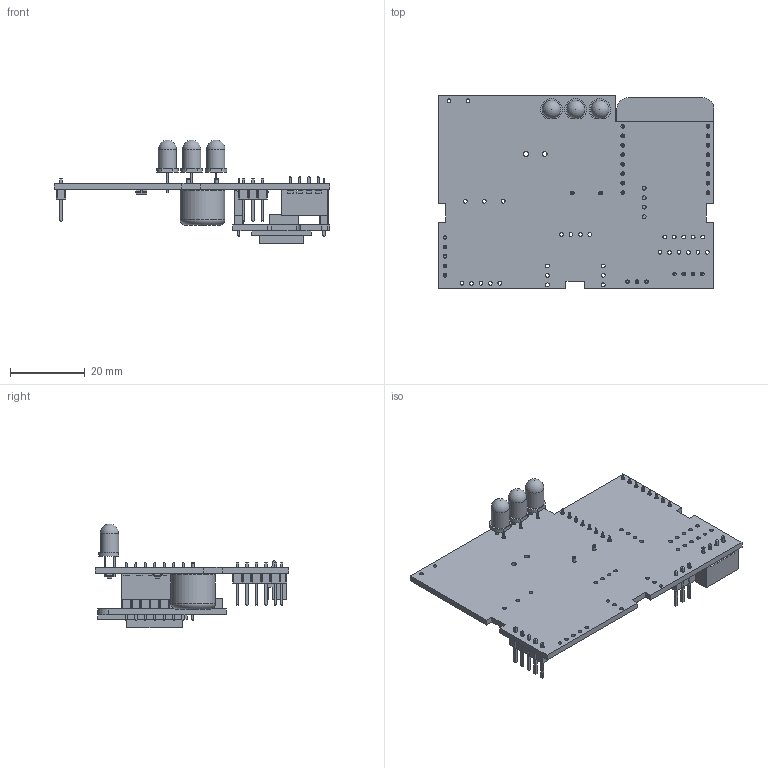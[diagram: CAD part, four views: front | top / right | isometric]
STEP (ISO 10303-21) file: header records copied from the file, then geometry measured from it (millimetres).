
FILE_DESCRIPTION(('KiCad electronic assembly'),'2;1');
FILE_NAME('wemos-esphome-shield.step','2024-04-10T21:57:00',('Pcbnew'),( 'Kicad'),'Open CASCADE STEP processor 7.7','KiCad to STEP converter' ,'Unknown');
FILE_SCHEMA(('AUTOMOTIVE_DESIGN { 1 0 10303 214 1 1 1 1 }'));
Length unit declared in the file: millimetre
Products named in the file (22): wemos-esphome-shield 1; LED_D5.0mm; SOT-23; SOT_23; R_1206_3216Metric; PinHeader_1x03_P2.54mm_Vertical; PinHeader_1x03_P254mm_Vertical; Buzzer_12x9.5RM7.6; Buzzer_12x95RM76; WEMOS_D1_mini_light; wemos_d1_mini_light; PinHeader_1x08_P2.54mm_Vertical; PinHeader_1x08_P254mm_Vertical; PinSocket_1x08_P2.54mm_Vertical; PinSocket_1x08_P254mm_Vertical; JST_XH_B4B-XH-A_1x04_P2.50mm_Vertical; JST_B4B_XH_A; PinHeader_1x05_P2.54mm_Vertical; PinHeader_1x05_P254mm_Vertical; wemos-esphome-shield PCB
Assembly tree (34 placements, depth 3):
  wemos-esphome-shield 1
    LED_D5.0mm  x3
      LED_D5.0mm
    SOT-23  x3
      SOT_23
    R_1206_3216Metric  x8
      R_1206_3216Metric
    PinHeader_1x03_P2.54mm_Vertical
      PinHeader_1x03_P254mm_Vertical
    Buzzer_12x9.5RM7.6
      Buzzer_12x95RM76
    WEMOS_D1_mini_light
      wemos_d1_mini_light
    PinHeader_1x08_P2.54mm_Vertical  x2
      PinHeader_1x08_P254mm_Vertical
    PinSocket_1x08_P2.54mm_Vertical  x2
      PinSocket_1x08_P254mm_Vertical
    JST_XH_B4B-XH-A_1x04_P2.50mm_Vertical
      JST_B4B_XH_A
    PinHeader_1x05_P2.54mm_Vertical
      PinHeader_1x05_P254mm_Vertical
    wemos-esphome-shield PCB
Bounding box: 74 x 52 x 27.9 mm (x, y, z)
Volume: 11046.7 mm3; surface area: 14578.9 mm2
Topology: 24 solids, 24 shells, 1888 faces, 4727 edges, 3001 vertices
Faces by surface type: plane 1592, cylinder 208, bspline 81, torus 4, sphere 3
Full cylindrical faces by diameter (mm): 0.9 x8, 0.95 x4, 1 x77, 1.3 x2, 2 x1, 4.9 x3, 12 x1
Entity records: 74406 total; most frequent: CARTESIAN_POINT 12228, DIRECTION 10207, LINE 7463, VECTOR 7463, ORIENTED_EDGE 5372, PCURVE 5372, DEFINITIONAL_REPRESENTATION 5372, EDGE_CURVE 2686
